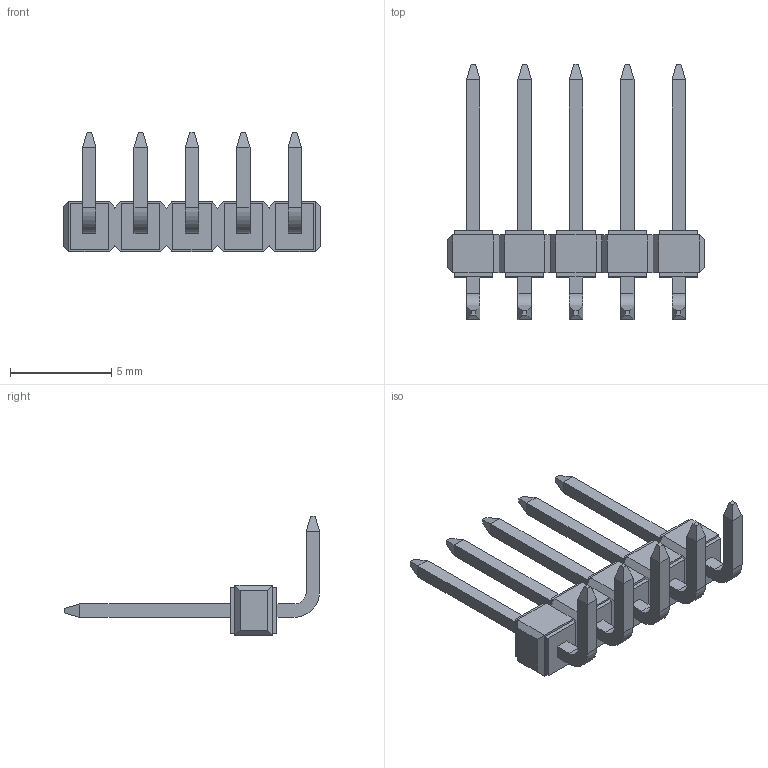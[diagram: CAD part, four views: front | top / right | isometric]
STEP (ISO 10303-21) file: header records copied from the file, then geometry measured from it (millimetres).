
FILE_DESCRIPTION((''),'2;1');
FILE_NAME('022288053','2015-04-23T',('me'),(''),'PRO/ENGINEER BY PARAMETRIC TECHNOLOGY CORPORATION, 2011490','PRO/ENGINEER BY PARAMETRIC TECHNOLOGY CORPORATION, 2011490','');
FILE_SCHEMA(('CONFIG_CONTROL_DESIGN'));
Length unit declared in the file: inch
Products named in the file (1): 022288053
Bounding box: 12.7 x 12.62 x 5.92 mm (x, y, z)
Volume: 95.8 mm3; surface area: 316.4 mm2
Topology: 1 solids, 1 shells, 198 faces, 480 edges, 304 vertices
Faces by surface type: plane 188, cylinder 10
Entity records: 5664 total; most frequent: CARTESIAN_POINT 983, ORIENTED_EDGE 960, DIRECTION 898, EDGE_CURVE 480, VECTOR 460, LINE 460, VERTEX_POINT 304, AXIS2_PLACEMENT_3D 219
